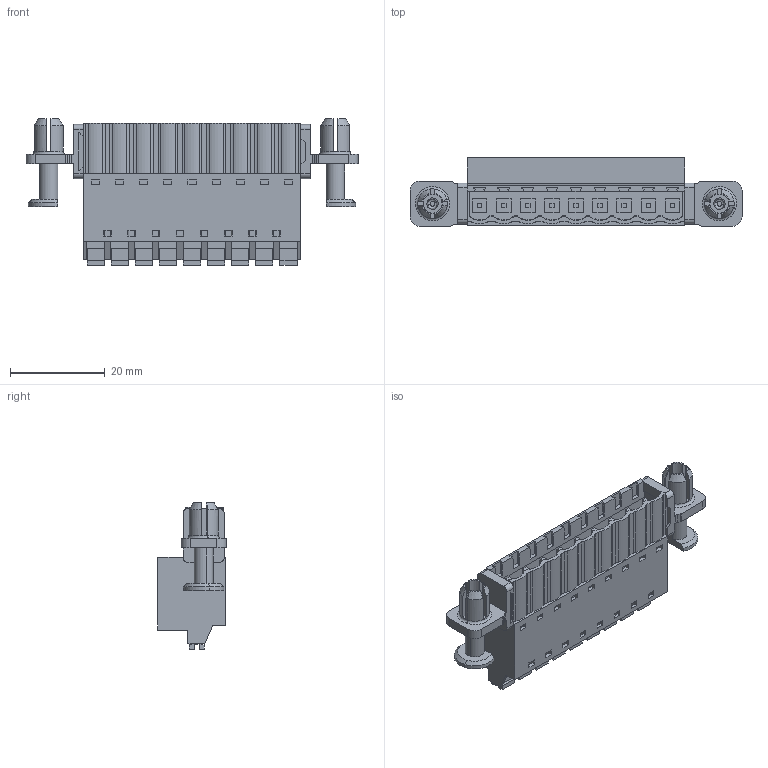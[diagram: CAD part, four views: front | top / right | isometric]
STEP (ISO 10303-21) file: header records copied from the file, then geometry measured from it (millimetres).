
FILE_DESCRIPTION(('CATIA V5 STEP Exchange','CAx-IF Rec.Pracs.--- Model Styling and Organization---1.4--- 2014-01-23'),'2;1');
FILE_NAME ('012344-1_0_1353670000_1353670000.stp','2022-05-18T13:53:56+00:00',('none'),('Weidmueller'),'CATIA Version 5-6 Release 2016 SP3 HF44','CATIA V5 STEP AP214','none');
FILE_SCHEMA(('AUTOMOTIVE_DESIGN { 1 0 10303 214 1 1 1 1 }'));
Length unit declared in the file: millimetre
Products named in the file (1): 1353670000
Bounding box: 69.92 x 14.41 x 30.85 mm (x, y, z)
Volume: 11215.3 mm3; surface area: 11113.1 mm2
Topology: 21 solids, 21 shells, 1067 faces, 2832 edges, 1856 vertices
Faces by surface type: plane 902, cylinder 119, cone 20, extrusion 18, torus 8
Entity records: 31604 total; most frequent: CARTESIAN_POINT 6581, ORIENTED_EDGE 5664, DIRECTION 4008, EDGE_CURVE 2832, VECTOR 2491, LINE 2473, VERTEX_POINT 1856, EDGE_LOOP 1166
